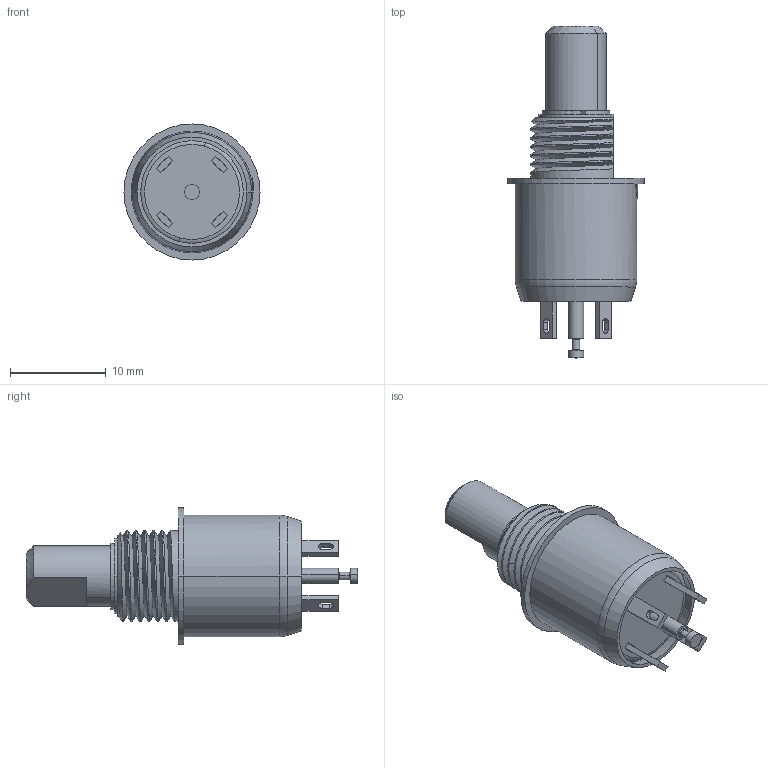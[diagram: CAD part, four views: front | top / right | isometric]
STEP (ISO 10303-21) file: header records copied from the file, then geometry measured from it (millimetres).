
FILE_DESCRIPTION((''),'2;1');
FILE_NAME('50KM90_SW0001','2016-03-18T',('jjanota'),(''),'PRO/ENGINEER BY PARAMETRIC TECHNOLOGY CORPORATION, 2011490','PRO/ENGINEER BY PARAMETRIC TECHNOLOGY CORPORATION, 2011490','');
FILE_SCHEMA(('CONFIG_CONTROL_DESIGN'));
Length unit declared in the file: inch
Products named in the file (1): 50KM90_SW0001
Bounding box: 14.22 x 34.7 x 14.22 mm (x, y, z)
Surface area: 1529.9 mm2 (no closed solid volume)
Topology: 0 solids, 13 shells, 110 faces, 304 edges, 210 vertices
Faces by surface type: plane 46, cylinder 32, bspline 16, cone 8, torus 8
Entity records: 9433 total; most frequent: CARTESIAN_POINT 5725, ORIENTED_EDGE 536, DIRECTION 524, EDGE_CURVE 304, COLOUR_RGB 220, VERTEX_POINT 210, AXIS2_PLACEMENT_3D 186, VECTOR 152
